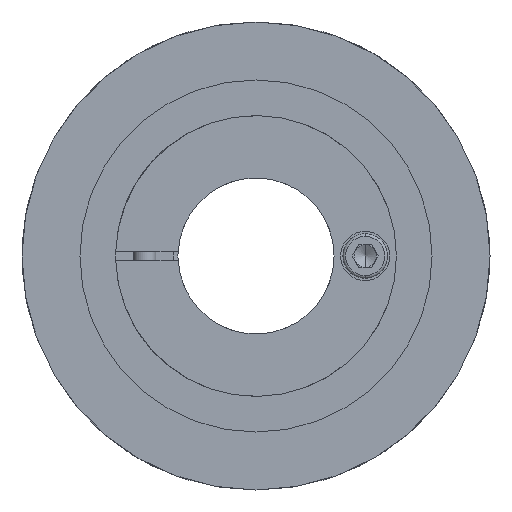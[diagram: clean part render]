
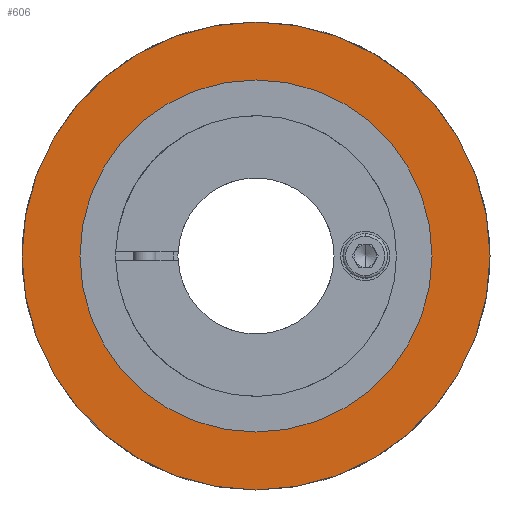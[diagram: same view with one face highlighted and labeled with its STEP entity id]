
A CAD part, left-side view. The second image highlights one B-rep face of the part: STEP entity #606.
In plain terms, the highlighted planar face has unit normal (-1, 0, 0).
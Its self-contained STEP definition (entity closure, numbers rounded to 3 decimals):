
#47 = DIRECTION ( 'NONE',  ( 0., 0., -1. ) ) ;
#93 = DIRECTION ( 'NONE',  ( 0., 0., 1. ) ) ;
#370 = ORIENTED_EDGE ( 'NONE', *, *, #3999, .F. ) ;
#476 = CIRCLE ( 'NONE', #3068, 39.5 ) ;
#606 = ADVANCED_FACE ( 'NONE', ( #3605, #4418 ), #2150, .F. ) ;
#844 = EDGE_CURVE ( 'NONE', #1426, #4432, #4210, .T. ) ;
#980 = CARTESIAN_POINT ( 'NONE',  ( 0., 0., 0. ) ) ;
#1123 = DIRECTION ( 'NONE',  ( 0., 0., 1. ) ) ;
#1255 = ORIENTED_EDGE ( 'NONE', *, *, #4945, .T. ) ;
#1309 = AXIS2_PLACEMENT_3D ( 'NONE', #980, #4057, #93 ) ;
#1413 = VERTEX_POINT ( 'NONE', #4407 ) ;
#1426 = VERTEX_POINT ( 'NONE', #2246 ) ;
#1574 = DIRECTION ( 'NONE',  ( 0., 0., 1. ) ) ;
#2150 = PLANE ( 'NONE',  #5462 ) ;
#2201 = DIRECTION ( 'NONE',  ( 1., 0., 0. ) ) ;
#2246 = CARTESIAN_POINT ( 'NONE',  ( 0., 0., 52.5 ) ) ;
#2289 = CARTESIAN_POINT ( 'NONE',  ( 0., 0., -39.5 ) ) ;
#2378 = EDGE_LOOP ( 'NONE', ( #5373, #1255 ) ) ;
#2429 = VERTEX_POINT ( 'NONE', #2289 ) ;
#2510 = AXIS2_PLACEMENT_3D ( 'NONE', #2516, #4667, #1574 ) ;
#2516 = CARTESIAN_POINT ( 'NONE',  ( 0., 0., 0. ) ) ;
#2679 = CIRCLE ( 'NONE', #1309, 39.5 ) ;
#2878 = CIRCLE ( 'NONE', #4985, 52.5 ) ;
#3068 = AXIS2_PLACEMENT_3D ( 'NONE', #3533, #3090, #5187 ) ;
#3090 = DIRECTION ( 'NONE',  ( -1., 0., 0. ) ) ;
#3107 = CARTESIAN_POINT ( 'NONE',  ( 0., 0., -52.5 ) ) ;
#3533 = CARTESIAN_POINT ( 'NONE',  ( 0., 0., 0. ) ) ;
#3605 = FACE_BOUND ( 'NONE', #5209, .T. ) ;
#3907 = EDGE_CURVE ( 'NONE', #1413, #2429, #476, .T. ) ;
#3999 = EDGE_CURVE ( 'NONE', #2429, #1413, #2679, .T. ) ;
#4057 = DIRECTION ( 'NONE',  ( -1., 0., 0. ) ) ;
#4210 = CIRCLE ( 'NONE', #2510, 52.5 ) ;
#4407 = CARTESIAN_POINT ( 'NONE',  ( 0., 0., 39.5 ) ) ;
#4418 = FACE_OUTER_BOUND ( 'NONE', #2378, .T. ) ;
#4432 = VERTEX_POINT ( 'NONE', #3107 ) ;
#4503 = CARTESIAN_POINT ( 'NONE',  ( 0., 0., 0. ) ) ;
#4667 = DIRECTION ( 'NONE',  ( -1., 0., 0. ) ) ;
#4945 = EDGE_CURVE ( 'NONE', #4432, #1426, #2878, .T. ) ;
#4985 = AXIS2_PLACEMENT_3D ( 'NONE', #5431, #5072, #1123 ) ;
#5072 = DIRECTION ( 'NONE',  ( -1., 0., 0. ) ) ;
#5187 = DIRECTION ( 'NONE',  ( 0., 0., 1. ) ) ;
#5209 = EDGE_LOOP ( 'NONE', ( #5257, #370 ) ) ;
#5257 = ORIENTED_EDGE ( 'NONE', *, *, #3907, .F. ) ;
#5373 = ORIENTED_EDGE ( 'NONE', *, *, #844, .T. ) ;
#5431 = CARTESIAN_POINT ( 'NONE',  ( 0., 0., 0. ) ) ;
#5462 = AXIS2_PLACEMENT_3D ( 'NONE', #4503, #2201, #47 ) ;
